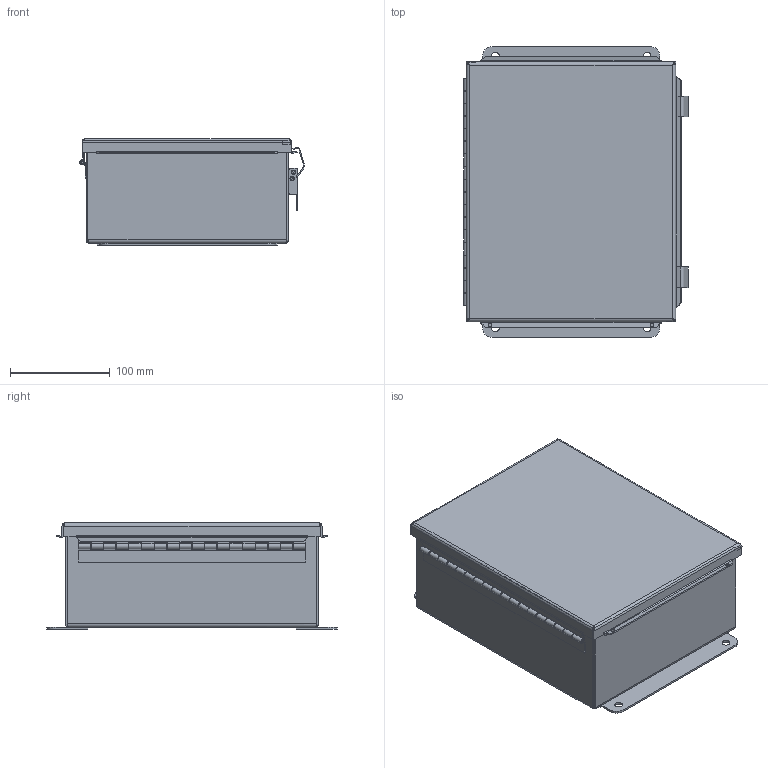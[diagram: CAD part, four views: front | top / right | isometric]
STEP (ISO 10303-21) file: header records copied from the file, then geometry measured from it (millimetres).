
FILE_DESCRIPTION(/* description */ ('JIC-CHINGE-QR 10X8X4'),/* implementation_level */ '2;1');
FILE_NAME(/* name */ 'B100804CHQR.stp',/* time_stamp */ '2021-10-23T15:57:42-05:00',/* author */ ('dnichola'),/* organization */ (''),/* preprocessor_version */ 'ST-DEVELOPER v18',/* originating_system */ 'Autodesk Inventor 2020',/* authorisation */ '');
FILE_SCHEMA (('AUTOMOTIVE_DESIGN { 1 0 10303 214 3 1 1 }'));
Length unit declared in the file: inch
Products named in the file (17): B100804CHQR; 3499; 3483; B_100804_BKP; 328122; 328122LH; 328122P; 328122TH; 316164; 38811; B_1008CH_LID; 35011; PART1; PART2; PART3; PART4; PART5
Assembly tree (22 placements, depth 3):
  B100804CHQR
    3499  x4
    3483  x2
    B_100804_BKP
    328122
      328122LH
      328122P
      328122TH
    316164  x2
    38811
    B_1008CH_LID
    35011  x2
      PART1
      PART2
      PART3
      PART4
      PART5
Bounding box: 225.54 x 292.1 x 107.1 mm (x, y, z)
Volume: 442116.7 mm3; surface area: 545972.6 mm2
Topology: 24 solids, 24 shells, 587 faces, 1495 edges, 961 vertices
Faces by surface type: plane 357, cylinder 173, bspline 54, torus 2, cone 1
Full cylindrical faces by diameter (mm): 2.54 x1, 2.957 x18, 3.454 x4, 3.556 x2, 3.946 x12, 3.962 x4, 4.286 x8, 4.826 x1, 6.35 x1, 7.62 x4, 7.874 x4, 15.875 x4
Entity records: 14766 total; most frequent: CARTESIAN_POINT 3417, ORIENTED_EDGE 2172, DIRECTION 2101, EDGE_CURVE 1086, LINE 793, VECTOR 793, VERTEX_POINT 689, AXIS2_PLACEMENT_3D 654
